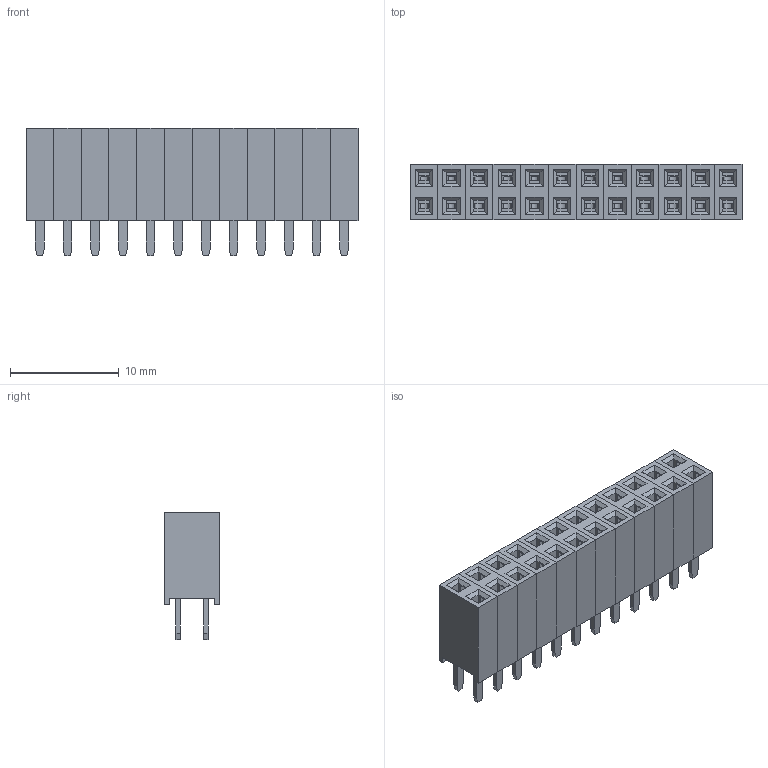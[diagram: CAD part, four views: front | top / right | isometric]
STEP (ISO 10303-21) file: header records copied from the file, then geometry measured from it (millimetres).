
FILE_DESCRIPTION (( 'STEP AP214' ), '1' );
FILE_NAME ('User Library-HeaderRangLuocKepThang2.54mm.STEP', '2017-12-01T09:20:45', ( '' ), ( '' ), 'SwSTEP 2.0', 'SolidWorks 2017', '' );
FILE_SCHEMA (( 'AUTOMOTIVE_DESIGN' ));
Length unit declared in the file: millimetre
Products named in the file (1): User Library-HeaderRangLuocKepThang2.54mm
Bounding box: 30.48 x 5.08 x 11.7 mm (x, y, z)
Volume: 1080.2 mm3; surface area: 3590.2 mm2
Topology: 12 solids, 12 shells, 1032 faces, 2928 edges, 1920 vertices
Faces by surface type: plane 1008, cylinder 24
Entity records: 44369 total; most frequent: CARTESIAN_POINT 5881, ORIENTED_EDGE 5856, DIRECTION 5042, EDGE_CURVE 2928, VECTOR 2880, LINE 2880, VERTEX_POINT 1920, EDGE_LOOP 1128
